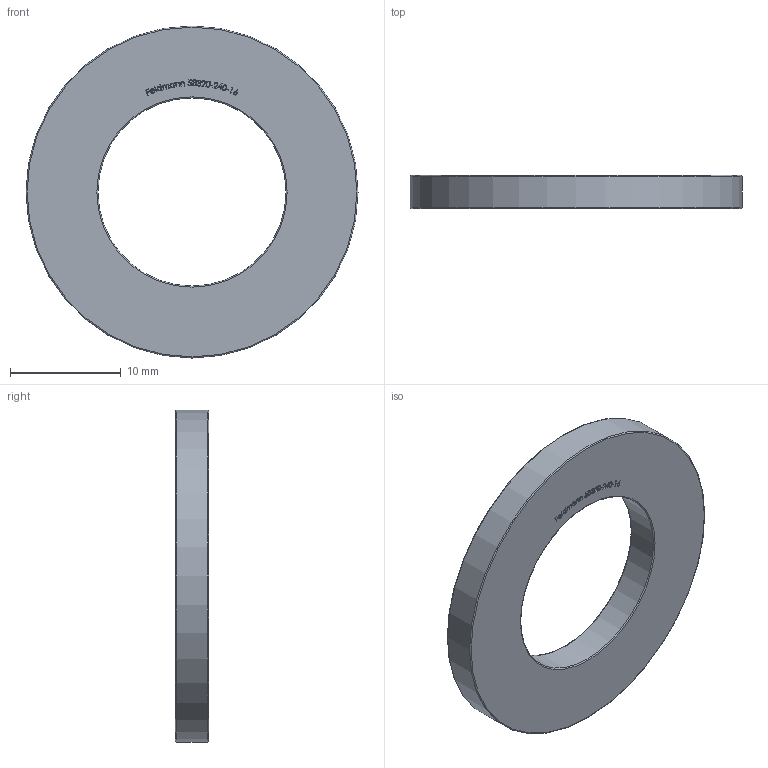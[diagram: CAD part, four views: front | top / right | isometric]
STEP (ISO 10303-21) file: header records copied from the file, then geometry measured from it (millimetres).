
FILE_DESCRIPTION (( 'STEP AP203' ), '1' );
FILE_NAME ('58320-240-16.step', '2019-12-18T12:46:08', ( '' ), ( '' ), 'SwSTEP 2.0', 'SolidWorks 2015', '' );
FILE_SCHEMA (( 'CONFIG_CONTROL_DESIGN' ));
Length unit declared in the file: millimetre
Products named in the file (2): 58320-240-16
Bounding box: 30 x 3 x 30 mm (x, y, z)
Volume: 1438.9 mm3; surface area: 1394.4 mm2
Topology: 1 solids, 1 shells, 268 faces, 707 edges, 470 vertices
Faces by surface type: plane 136, bspline 126, torus 4, cylinder 2
Full cylindrical faces by diameter (mm): 17 x1, 30 x1
Entity records: 15368 total; most frequent: CARTESIAN_POINT 9455, ORIENTED_EDGE 1402, DIRECTION 745, EDGE_CURVE 701, VERTEX_POINT 470, VECTOR 441, LINE 441, EDGE_LOOP 305
